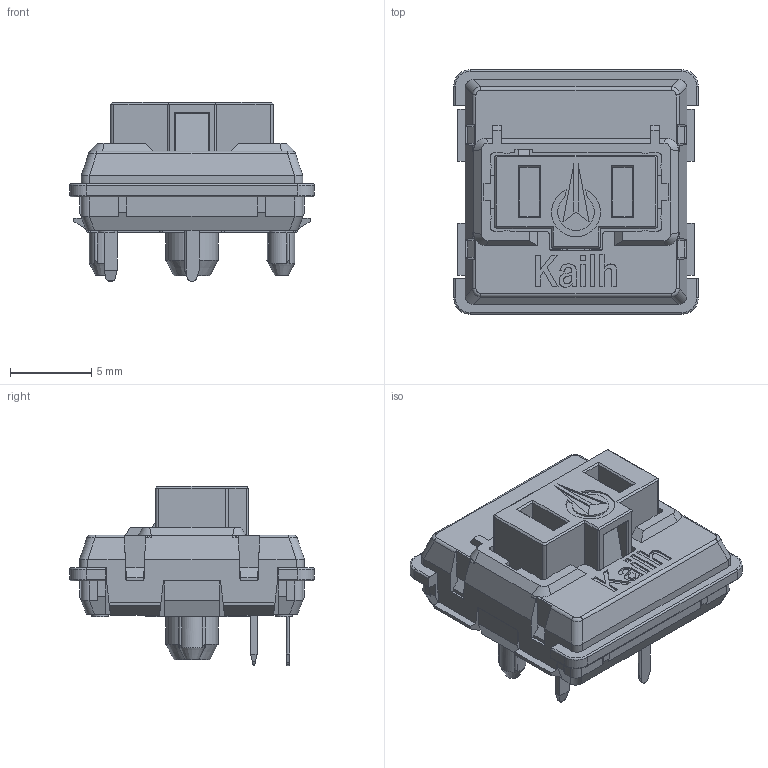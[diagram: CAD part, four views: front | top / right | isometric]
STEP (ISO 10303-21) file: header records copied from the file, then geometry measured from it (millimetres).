
FILE_DESCRIPTION(('FreeCAD Model'),'2;1');
FILE_NAME('Open CASCADE Shape Model','2023-08-24T03:28:28',(''),(''), 'Open CASCADE STEP processor 7.6','FreeCAD','Unknown');
FILE_SCHEMA(('AUTOMOTIVE_DESIGN { 1 0 10303 214 1 1 1 1 }'));
Length unit declared in the file: millimetre
Products named in the file (9): white; stem; pin1; top; shrunken_spring; pin2; contact; bottom; click_bar
Assembly tree (8 placements, depth 2):
  white
    stem
    pin1
    top
    shrunken_spring
    pin2
    contact
    bottom
    click_bar
Bounding box: 15 x 15 x 11 mm (x, y, z)
Volume: 668 mm3; surface area: 2186.1 mm2
Topology: 8 solids, 8 shells, 954 faces, 2452 edges, 1536 vertices
Faces by surface type: plane 576, cylinder 186, extrusion 64, bspline 48, torus 47, cone 19, sphere 14
Full cylindrical faces by diameter (mm): 0.25 x4, 0.95 x4, 1 x8, 1.7 x1, 1.8 x1, 2.7 x1, 3.2 x1, 4 x1
Entity records: 34089 total; most frequent: CARTESIAN_POINT 10989, ORIENTED_EDGE 4880, DIRECTION 4466, EDGE_CURVE 2440, VECTOR 1826, LINE 1762, VERTEX_POINT 1536, AXIS2_PLACEMENT_3D 1320
